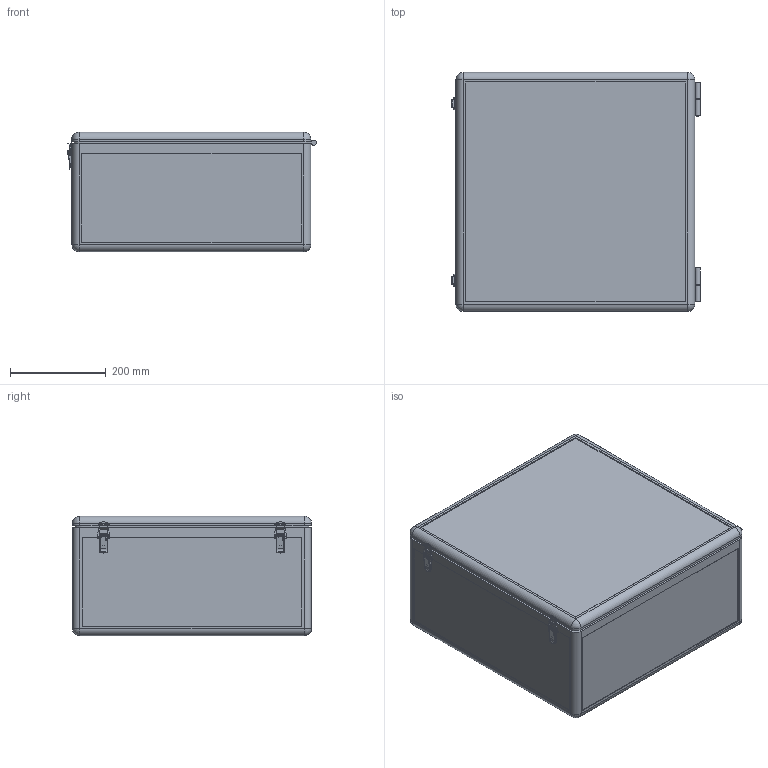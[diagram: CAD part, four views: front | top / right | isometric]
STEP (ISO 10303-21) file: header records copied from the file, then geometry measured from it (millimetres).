
FILE_DESCRIPTION (( 'STEP AP203' ), '1' );
FILE_NAME ('CHB-515ASTP.step', '2024-11-28T00:10:40', ( '' ), ( '' ), 'SwSTEP 2.0', 'SolidWorks 2011', '' );
FILE_SCHEMA (( 'CONFIG_CONTROL_DESIGN' ));
Length unit declared in the file: millimetre
Products named in the file (4): CHB-515ASTP; plate_set; door; box
Assembly tree (3 placements, depth 2):
  CHB-515ASTP
    plate_set
    door
    box
Bounding box: 520.6 x 500 x 250 mm (x, y, z)
Volume: 3990935.8 mm3; surface area: 2793867.2 mm2
Topology: 7 solids, 7 shells, 2092 faces, 5436 edges, 3434 vertices
Faces by surface type: plane 1490, cylinder 462, bspline 60, sphere 56, cone 16, torus 8
Entity records: 72116 total; most frequent: CARTESIAN_POINT 20684, ORIENTED_EDGE 10760, DIRECTION 10152, EDGE_CURVE 5380, LINE 4176, VECTOR 4176, VERTEX_POINT 3434, AXIS2_PLACEMENT_3D 2988
